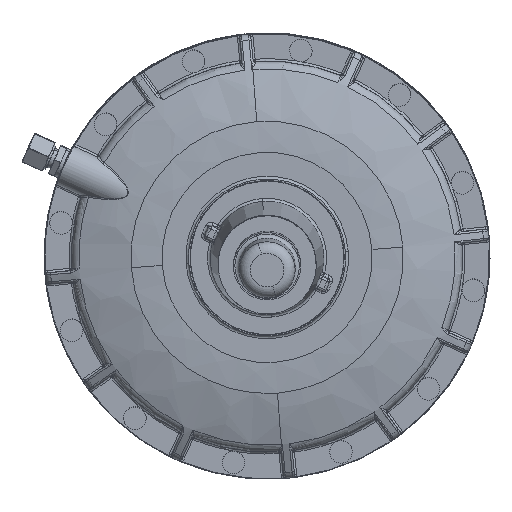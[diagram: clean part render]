
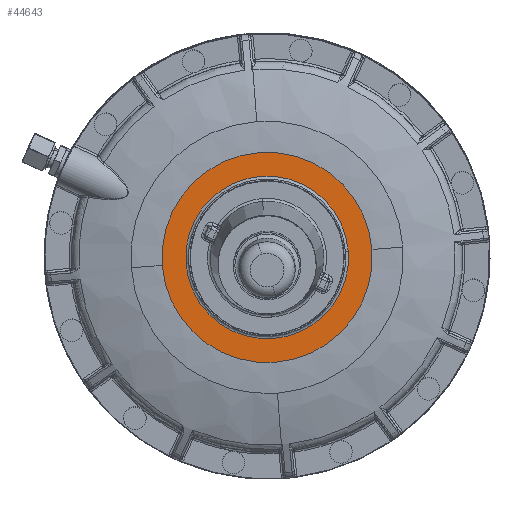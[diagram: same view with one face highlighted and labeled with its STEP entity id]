
A CAD part, top view. The second image highlights one B-rep face of the part: STEP entity #44643.
In plain terms, the highlighted face is planar.
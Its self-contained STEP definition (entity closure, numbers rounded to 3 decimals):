
#44603=DIRECTION('Axis2P3D Direction',(0.,0.,1.)) ;
#44604=DIRECTION('Axis2P3D XDirection',(-1.,0.,0.)) ;
#44608=DIRECTION('Axis2P3D Direction',(0.,0.,1.)) ;
#44617=DIRECTION('Axis2P3D Direction',(0.,0.,1.)) ;
#44626=DIRECTION('Axis2P3D Direction',(0.,0.,1.)) ;
#44635=DIRECTION('Axis2P3D Direction',(0.,0.,1.)) ;
#44602=CARTESIAN_POINT('Axis2P3D Location',(58.,0.,159.)) ;
#44607=CARTESIAN_POINT('Axis2P3D Location',(0.,0.,159.)) ;
#44611=CARTESIAN_POINT('Vertex',(-65.819,-35.957,159.)) ;
#44613=CARTESIAN_POINT('Vertex',(65.819,35.957,159.)) ;
#44616=CARTESIAN_POINT('Axis2P3D Location',(0.,0.,159.)) ;
#44625=CARTESIAN_POINT('Axis2P3D Location',(0.,0.,159.)) ;
#44629=CARTESIAN_POINT('Vertex',(50.9,27.807,159.)) ;
#44631=CARTESIAN_POINT('Vertex',(-50.9,-27.807,159.)) ;
#44634=CARTESIAN_POINT('Axis2P3D Location',(0.,0.,159.)) ;
#44605=AXIS2_PLACEMENT_3D('Plane Axis2P3D',#44602,#44603,#44604) ;
#44609=AXIS2_PLACEMENT_3D('Circle Axis2P3D',#44607,#44608,$) ;
#44618=AXIS2_PLACEMENT_3D('Circle Axis2P3D',#44616,#44617,$) ;
#44627=AXIS2_PLACEMENT_3D('Circle Axis2P3D',#44625,#44626,$) ;
#44636=AXIS2_PLACEMENT_3D('Circle Axis2P3D',#44634,#44635,$) ;
#44642=FACE_BOUND('',#44639,.T.) ;
#44615=EDGE_CURVE('',#44612,#44614,#44610,.T.) ;
#44620=EDGE_CURVE('',#44614,#44612,#44619,.T.) ;
#44633=EDGE_CURVE('',#44630,#44632,#44628,.T.) ;
#44638=EDGE_CURVE('',#44632,#44630,#44637,.T.) ;
#44606=PLANE('Plane',#44605) ;
#44622=ORIENTED_EDGE('',*,*,#44615,.T.) ;
#44623=ORIENTED_EDGE('',*,*,#44620,.T.) ;
#44640=ORIENTED_EDGE('',*,*,#44633,.F.) ;
#44641=ORIENTED_EDGE('',*,*,#44638,.F.) ;
#44643=ADVANCED_FACE('Brep With Voids',(#44624,#44642),#44606,.T.) ;
#44610=CIRCLE('generated circle',#44609,75.) ;
#44619=CIRCLE('generated circle',#44618,75.) ;
#44628=CIRCLE('generated circle',#44627,58.) ;
#44637=CIRCLE('generated circle',#44636,58.) ;
#44612=VERTEX_POINT('',#44611) ;
#44614=VERTEX_POINT('',#44613) ;
#44630=VERTEX_POINT('',#44629) ;
#44632=VERTEX_POINT('',#44631) ;
#44621=EDGE_LOOP('',(#44622,#44623)) ;
#44639=EDGE_LOOP('',(#44640,#44641)) ;
#44624=FACE_OUTER_BOUND('',#44621,.T.) ;
